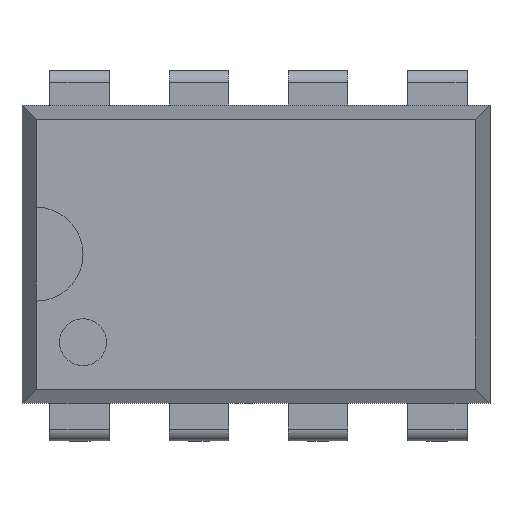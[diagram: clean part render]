
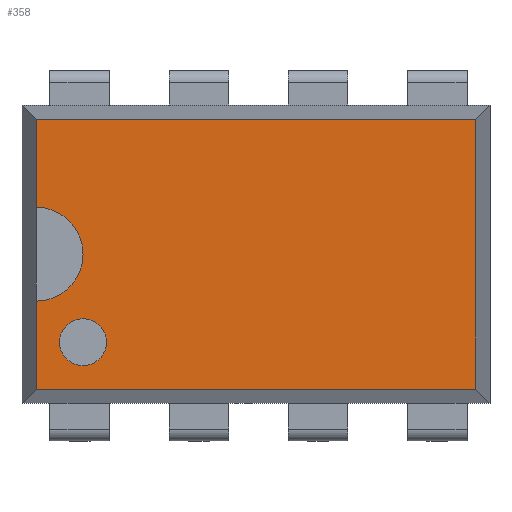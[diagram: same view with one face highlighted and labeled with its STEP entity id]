
A CAD part, top view. The second image highlights one B-rep face of the part: STEP entity #358.
In plain terms, the highlighted planar face has unit normal (0, 0, 1).
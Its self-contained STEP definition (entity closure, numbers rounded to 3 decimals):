
#181 = VERTEX_POINT('',#182);
#182 = CARTESIAN_POINT('',(4.685,2.875,1.81));
#190 = VERTEX_POINT('',#191);
#191 = CARTESIAN_POINT('',(-4.685,2.875,1.81));
#197 = EDGE_CURVE('',#181,#190,#198,.T.);
#198 = LINE('',#199,#200);
#199 = CARTESIAN_POINT('',(4.685,2.875,1.81));
#200 = VECTOR('',#201,1.);
#201 = DIRECTION('',(-1.,0.,0.));
#276 = EDGE_CURVE('',#190,#277,#279,.T.);
#277 = VERTEX_POINT('',#278);
#278 = CARTESIAN_POINT('',(-4.685,1.,1.81));
#279 = LINE('',#280,#281);
#280 = CARTESIAN_POINT('',(-4.685,3.175,1.81));
#281 = VECTOR('',#282,1.);
#282 = DIRECTION('',(0.,-1.,0.));
#287 = VERTEX_POINT('',#288);
#288 = CARTESIAN_POINT('',(-4.685,-2.875,1.81));
#294 = EDGE_CURVE('',#295,#287,#297,.T.);
#295 = VERTEX_POINT('',#296);
#296 = CARTESIAN_POINT('',(-4.685,-1.,1.81));
#297 = LINE('',#298,#299);
#298 = CARTESIAN_POINT('',(-4.685,3.175,1.81));
#299 = VECTOR('',#300,1.);
#300 = DIRECTION('',(0.,-1.,0.));
#338 = EDGE_CURVE('',#181,#339,#341,.T.);
#339 = VERTEX_POINT('',#340);
#340 = CARTESIAN_POINT('',(4.685,-2.875,1.81));
#341 = LINE('',#342,#343);
#342 = CARTESIAN_POINT('',(4.685,3.175,1.81));
#343 = VECTOR('',#344,1.);
#344 = DIRECTION('',(0.,-1.,0.));
#358 = ADVANCED_FACE('',(#359,#378),#389,.F.);
#359 = FACE_BOUND('',#360,.F.);
#360 = EDGE_LOOP('',(#361,#362,#363,#369,#370,#377));
#361 = ORIENTED_EDGE('',*,*,#197,.F.);
#362 = ORIENTED_EDGE('',*,*,#338,.T.);
#363 = ORIENTED_EDGE('',*,*,#364,.T.);
#364 = EDGE_CURVE('',#339,#287,#365,.T.);
#365 = LINE('',#366,#367);
#366 = CARTESIAN_POINT('',(4.685,-2.875,1.81));
#367 = VECTOR('',#368,1.);
#368 = DIRECTION('',(-1.,0.,0.));
#369 = ORIENTED_EDGE('',*,*,#294,.F.);
#370 = ORIENTED_EDGE('',*,*,#371,.T.);
#371 = EDGE_CURVE('',#295,#277,#372,.T.);
#372 = CIRCLE('',#373,1.);
#373 = AXIS2_PLACEMENT_3D('',#374,#375,#376);
#374 = CARTESIAN_POINT('',(-4.685,0.,1.81));
#375 = DIRECTION('',(0.,0.,1.));
#376 = DIRECTION('',(-1.,0.,0.));
#377 = ORIENTED_EDGE('',*,*,#276,.F.);
#378 = FACE_BOUND('',#379,.F.);
#379 = EDGE_LOOP('',(#380));
#380 = ORIENTED_EDGE('',*,*,#381,.T.);
#381 = EDGE_CURVE('',#382,#382,#384,.T.);
#382 = VERTEX_POINT('',#383);
#383 = CARTESIAN_POINT('',(-4.185,-1.875,1.81));
#384 = CIRCLE('',#385,0.5);
#385 = AXIS2_PLACEMENT_3D('',#386,#387,#388);
#386 = CARTESIAN_POINT('',(-3.685,-1.875,1.81));
#387 = DIRECTION('',(0.,0.,1.));
#388 = DIRECTION('',(-1.,0.,0.));
#389 = PLANE('',#390);
#390 = AXIS2_PLACEMENT_3D('',#391,#392,#393);
#391 = CARTESIAN_POINT('',(4.985,3.175,1.81));
#392 = DIRECTION('',(0.,0.,-1.));
#393 = DIRECTION('',(-1.,0.,0.));
